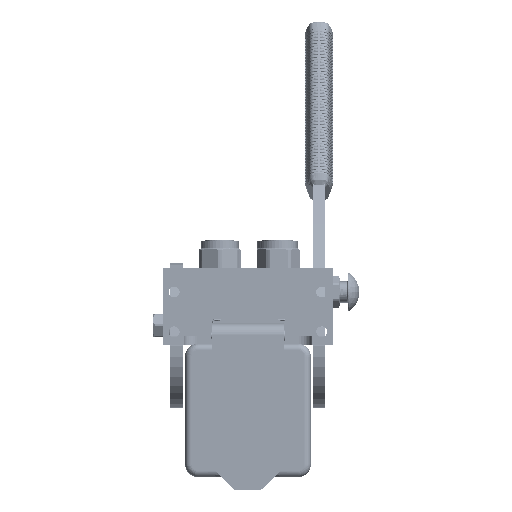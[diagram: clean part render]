
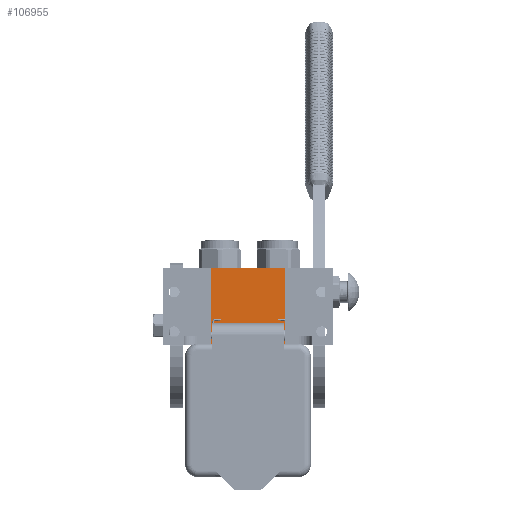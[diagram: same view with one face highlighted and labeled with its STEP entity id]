
A CAD part, left-side view. The second image highlights one B-rep face of the part: STEP entity #106955.
In plain terms, the highlighted face is planar.
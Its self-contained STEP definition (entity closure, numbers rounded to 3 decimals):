
#8632 = VECTOR ( 'NONE', #29286, 1000. ) ;
#15358 = CARTESIAN_POINT ( 'NONE',  ( 29., 60.2, -107.5 ) ) ;
#23598 = EDGE_CURVE ( 'NONE', #154192, #184572, #165747, .T. ) ;
#25125 = DIRECTION ( 'NONE',  ( 0., 1., 0. ) ) ;
#29286 = DIRECTION ( 'NONE',  ( -1., 0., 0. ) ) ;
#32369 = AXIS2_PLACEMENT_3D ( 'NONE', #33720, #109570, #169520 ) ;
#33720 = CARTESIAN_POINT ( 'NONE',  ( 29., 0., -107.5 ) ) ;
#38481 = LINE ( 'NONE', #116240, #48070 ) ;
#40709 = ORIENTED_EDGE ( 'NONE', *, *, #85328, .T. ) ;
#47964 = FACE_OUTER_BOUND ( 'NONE', #175071, .T. ) ;
#48070 = VECTOR ( 'NONE', #25125, 1000. ) ;
#60730 = ORIENTED_EDGE ( 'NONE', *, *, #172856, .T. ) ;
#83275 = EDGE_CURVE ( 'NONE', #85211, #154192, #38481, .T. ) ;
#85211 = VERTEX_POINT ( 'NONE', #170275 ) ;
#85328 = EDGE_CURVE ( 'NONE', #85211, #176290, #168571, .T. ) ;
#94332 = PLANE ( 'NONE',  #32369 ) ;
#94388 = CARTESIAN_POINT ( 'NONE',  ( -29., 0., -107.5 ) ) ;
#106955 = ADVANCED_FACE ( 'NONE', ( #47964 ), #94332, .T. ) ;
#109570 = DIRECTION ( 'NONE',  ( 0., 0., -1. ) ) ;
#109918 = VECTOR ( 'NONE', #139623, 1000. ) ;
#116240 = CARTESIAN_POINT ( 'NONE',  ( 29., 0., -107.5 ) ) ;
#123024 = CARTESIAN_POINT ( 'NONE',  ( 29., 60.2, -107.5 ) ) ;
#129829 = ORIENTED_EDGE ( 'NONE', *, *, #23598, .F. ) ;
#136112 = LINE ( 'NONE', #94388, #109918 ) ;
#139268 = ORIENTED_EDGE ( 'NONE', *, *, #83275, .F. ) ;
#139623 = DIRECTION ( 'NONE',  ( 0., 1., 0. ) ) ;
#151973 = VECTOR ( 'NONE', #158849, 1000. ) ;
#154192 = VERTEX_POINT ( 'NONE', #15358 ) ;
#158849 = DIRECTION ( 'NONE',  ( -1., 0., 0. ) ) ;
#165747 = LINE ( 'NONE', #123024, #8632 ) ;
#168571 = LINE ( 'NONE', #190165, #151973 ) ;
#169520 = DIRECTION ( 'NONE',  ( -1., 0., 0. ) ) ;
#170100 = CARTESIAN_POINT ( 'NONE',  ( -29., 0., -107.5 ) ) ;
#170275 = CARTESIAN_POINT ( 'NONE',  ( 29., 0., -107.5 ) ) ;
#172856 = EDGE_CURVE ( 'NONE', #176290, #184572, #136112, .T. ) ;
#175071 = EDGE_LOOP ( 'NONE', ( #60730, #129829, #139268, #40709 ) ) ;
#176290 = VERTEX_POINT ( 'NONE', #170100 ) ;
#184572 = VERTEX_POINT ( 'NONE', #189767 ) ;
#189767 = CARTESIAN_POINT ( 'NONE',  ( -29., 60.2, -107.5 ) ) ;
#190165 = CARTESIAN_POINT ( 'NONE',  ( 29., 0., -107.5 ) ) ;
